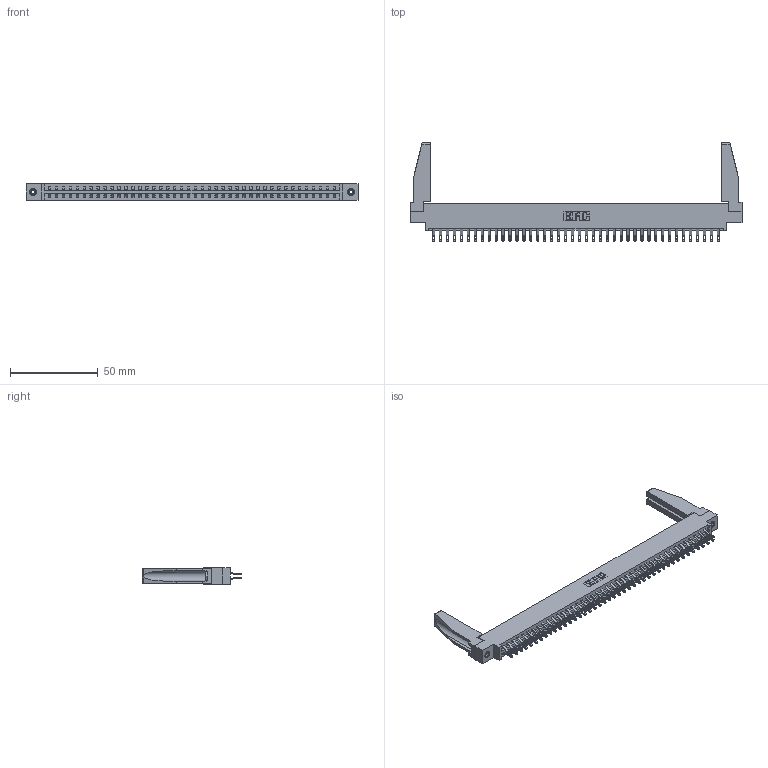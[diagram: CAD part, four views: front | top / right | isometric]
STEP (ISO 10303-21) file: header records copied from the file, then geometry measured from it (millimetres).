
FILE_DESCRIPTION (( 'STEP AP203' ), '1' );
FILE_NAME ('337-084-555-878.STEP', '2019-10-15T18:18:28', ( '' ), ( '' ), 'SwSTEP 2.0', 'SolidWorks 2016', '' );
FILE_SCHEMA (( 'CONFIG_CONTROL_DESIGN' ));
Length unit declared in the file: inch
Products named in the file (5): 337 Part_0.170 Offset - 0.156 Dia-TI; 337-084-555-878; 307-220-078; 345-292-001_555 Tail; 345-250-001_345-250-001-102
Assembly tree (89 placements, depth 2):
  337-084-555-878
    337 Part_0.170 Offset - 0.156 Dia-TI
    345-292-001_555 Tail  x84
    345-250-001_345-250-001-102  x2
    307-220-078  x2
Bounding box: 189.43 x 56.27 x 9.4 mm (x, y, z)
Volume: 24083.4 mm3; surface area: 27568.4 mm2
Topology: 89 solids, 89 shells, 5288 faces, 16529 edges, 11010 vertices
Faces by surface type: plane 3182, cylinder 2090, cone 12, torus 4
Entity records: 35462 total; most frequent: CARTESIAN_POINT 6010, ORIENTED_EDGE 5872, DIRECTION 5088, EDGE_CURVE 2936, VECTOR 2750, LINE 2750, VERTEX_POINT 1952, AXIS2_PLACEMENT_3D 1169
